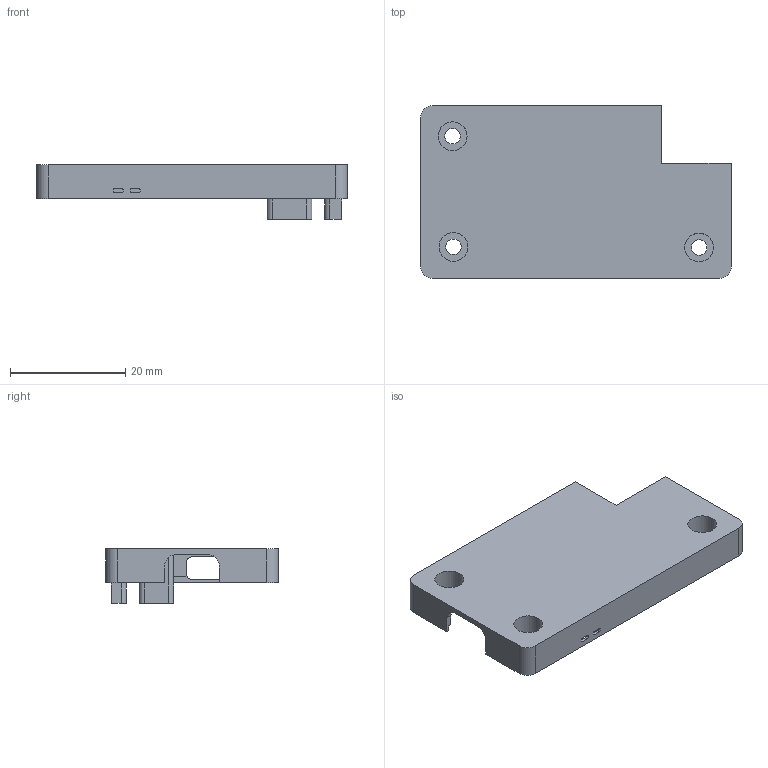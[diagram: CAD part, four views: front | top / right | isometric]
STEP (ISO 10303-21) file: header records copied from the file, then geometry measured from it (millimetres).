
FILE_DESCRIPTION(('FreeCAD Model'),'2;1');
FILE_NAME('Open CASCADE Shape Model','2024-01-09T14:52:59',('Author'),( ''),'Open CASCADE STEP processor 7.5','FreeCAD','Unknown');
FILE_SCHEMA(('AUTOMOTIVE_DESIGN { 1 0 10303 214 1 1 1 1 }'));
Length unit declared in the file: millimetre
Products named in the file (2): environment-sensor-enclosure-top; SOLID
Assembly tree (1 placements, depth 2):
  environment-sensor-enclosure-top
    SOLID
Bounding box: 54 x 30 x 9.5 mm (x, y, z)
Volume: 2416.5 mm3; surface area: 5177.4 mm2
Topology: 1 solids, 1 shells, 92 faces, 259 edges, 172 vertices
Faces by surface type: plane 58, cylinder 34
Full cylindrical faces by diameter (mm): 2.7 x3, 5 x3, 6 x3
Entity records: 6459 total; most frequent: CARTESIAN_POINT 1157, DIRECTION 1022, LINE 625, VECTOR 625, ORIENTED_EDGE 518, PCURVE 518, DEFINITIONAL_REPRESENTATION 518, EDGE_CURVE 259
